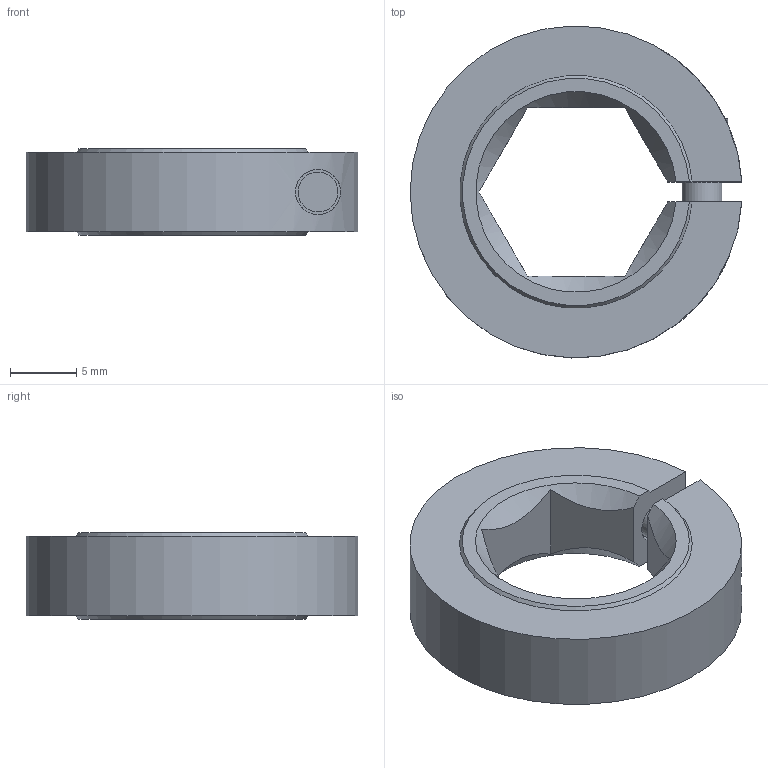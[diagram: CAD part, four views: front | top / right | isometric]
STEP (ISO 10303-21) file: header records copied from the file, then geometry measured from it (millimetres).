
FILE_DESCRIPTION(/* description */ ('STEP AP214'),/* implementation_level */ '2;1');
FILE_NAME(/* name */ 'Wares Collar.stp',/* time_stamp */ '2025-01-14T10:23:57+08:00',/* author */ ('robpl'),/* organization */ (''),/* preprocessor_version */ 'ST-DEVELOPER v20',/* originating_system */ 'Autodesk Inventor 2024',/* authorisation */ '');
FILE_SCHEMA (('AUTOMOTIVE_DESIGN { 1 0 10303 214 3 1 1 }'));
Length unit declared in the file: millimetre
Products named in the file (3): ¿¨»·; M3 x 10 Collar Bolt; ÄÚÁù½Ç¿¨»·
Assembly tree (2 placements, depth 2):
  ¿¨»·
    M3 x 10 Collar Bolt
    ÄÚÁù½Ç¿¨»·
Bounding box: 24.98 x 24.99 x 6.5 mm (x, y, z)
Volume: 1923.6 mm3; surface area: 1750.8 mm2
Topology: 2 solids, 2 shells, 37 faces, 96 edges, 66 vertices
Faces by surface type: plane 25, cylinder 8, cone 4
Full cylindrical faces by diameter (mm): 3 x1, 3.4 x2, 3.9 x1
Entity records: 1318 total; most frequent: CARTESIAN_POINT 324, ORIENTED_EDGE 192, DIRECTION 176, EDGE_CURVE 96, VERTEX_POINT 66, AXIS2_PLACEMENT_3D 62, LINE 52, VECTOR 52
